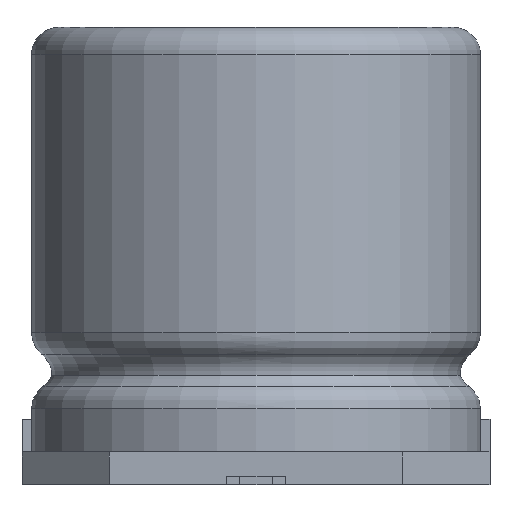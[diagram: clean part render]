
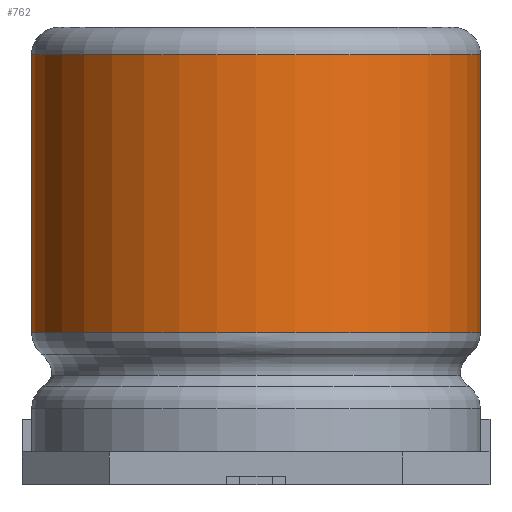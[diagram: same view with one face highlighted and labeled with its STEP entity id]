
A CAD part, left-side view. The second image highlights one B-rep face of the part: STEP entity #762.
In plain terms, the highlighted cylindrical face has radius 8.25 mm (diameter 16.5 mm), a full revolution.
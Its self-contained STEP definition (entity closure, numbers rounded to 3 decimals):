
#16=FACE_BOUND($,#140,.T.);
#30=CYLINDRICAL_SURFACE($,#827,8.25);
#37=CIRCLE($,#825,8.25);
#39=CIRCLE($,#828,8.25);
#90=FACE_OUTER_BOUND($,#139,.T.);
#139=EDGE_LOOP($,(#660));
#140=EDGE_LOOP($,(#661));
#382=VERTEX_POINT($,#1234);
#384=VERTEX_POINT($,#1239);
#478=EDGE_CURVE($,#382,#382,#37,.T.);
#480=EDGE_CURVE($,#384,#384,#39,.T.);
#660=ORIENTED_EDGE($,*,*,#480,.F.);
#661=ORIENTED_EDGE($,*,*,#478,.F.);
#762=ADVANCED_FACE($,(#90,#16),#30,.T.);
#825=AXIS2_PLACEMENT_3D($,#1235,#1009,#1010);
#827=AXIS2_PLACEMENT_3D($,#1238,#1013,#1014);
#828=AXIS2_PLACEMENT_3D($,#1240,#1015,#1016);
#1009=DIRECTION('center_axis',(0.,0.,-1.));
#1010=DIRECTION('ref_axis',(1.,0.,0.));
#1013=DIRECTION('center_axis',(0.,0.,-1.));
#1014=DIRECTION('ref_axis',(-1.,0.,0.));
#1015=DIRECTION('center_axis',(0.,0.,1.));
#1016=DIRECTION('ref_axis',(-1.,0.,0.));
#1234=CARTESIAN_POINT('',(-8.25,0.,5.574));
#1235=CARTESIAN_POINT('Origin',(0.,0.,5.574));
#1238=CARTESIAN_POINT('Origin',(0.,0.,16.8));
#1239=CARTESIAN_POINT('',(8.25,0.,15.8));
#1240=CARTESIAN_POINT('Origin',(0.,0.,15.8));
